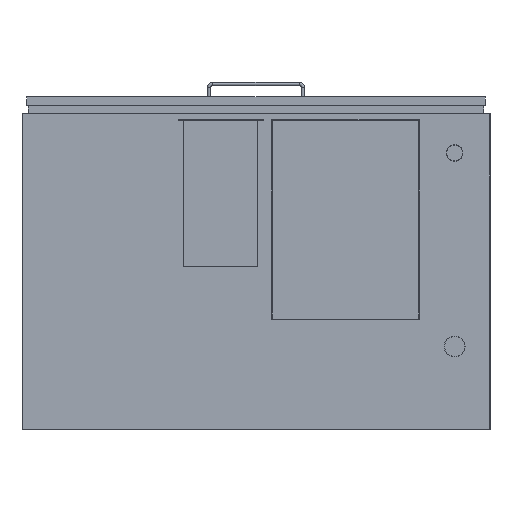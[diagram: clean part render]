
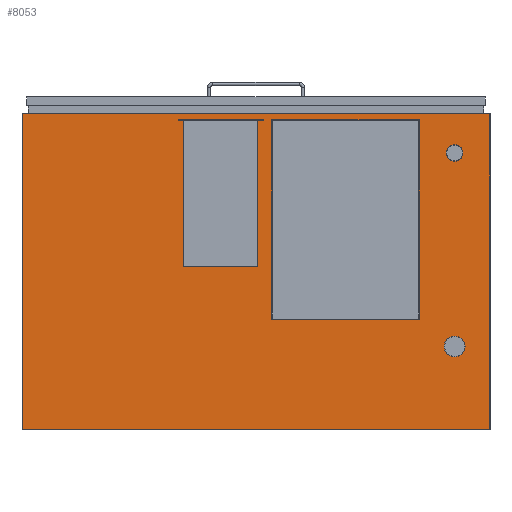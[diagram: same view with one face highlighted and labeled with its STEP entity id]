
A CAD part, front view. The second image highlights one B-rep face of the part: STEP entity #8053.
In plain terms, the highlighted planar face has unit normal (0, -1, 0).
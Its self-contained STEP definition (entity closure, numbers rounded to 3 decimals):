
#80=FACE_BOUND('',#927,.T.);
#81=FACE_BOUND('',#928,.T.);
#82=FACE_BOUND('',#929,.T.);
#98=CIRCLE('',#8579,25.);
#99=CIRCLE('',#8580,25.);
#102=CIRCLE('',#8585,20.);
#103=CIRCLE('',#8586,20.);
#446=FACE_OUTER_BOUND('',#926,.T.);
#926=EDGE_LOOP('',(#5588,#5589,#5590,#5591));
#927=EDGE_LOOP('',(#5592,#5593,#5594,#5595));
#928=EDGE_LOOP('',(#5596,#5597));
#929=EDGE_LOOP('',(#5598,#5599));
#1452=LINE('',#11706,#2434);
#1456=LINE('',#11714,#2438);
#1459=LINE('',#11720,#2441);
#1462=LINE('',#11725,#2444);
#1501=LINE('',#11822,#2483);
#1503=LINE('',#11826,#2485);
#1505=LINE('',#11830,#2487);
#1507=LINE('',#11833,#2489);
#2434=VECTOR('',#9382,10.);
#2438=VECTOR('',#9388,10.);
#2441=VECTOR('',#9393,10.);
#2444=VECTOR('',#9398,10.);
#2483=VECTOR('',#9485,10.);
#2485=VECTOR('',#9489,10.);
#2487=VECTOR('',#9493,10.);
#2489=VECTOR('',#9497,10.);
#3384=VERTEX_POINT('',#11704);
#3385=VERTEX_POINT('',#11705);
#3388=VERTEX_POINT('',#11713);
#3390=VERTEX_POINT('',#11719);
#3394=VERTEX_POINT('',#11733);
#3395=VERTEX_POINT('',#11735);
#3398=VERTEX_POINT('',#11744);
#3399=VERTEX_POINT('',#11746);
#3424=VERTEX_POINT('',#11819);
#3425=VERTEX_POINT('',#11821);
#3426=VERTEX_POINT('',#11825);
#3427=VERTEX_POINT('',#11829);
#4200=EDGE_CURVE('',#3384,#3385,#1452,.T.);
#4204=EDGE_CURVE('',#3385,#3388,#1456,.T.);
#4207=EDGE_CURVE('',#3388,#3390,#1459,.T.);
#4210=EDGE_CURVE('',#3390,#3384,#1462,.T.);
#4215=EDGE_CURVE('',#3395,#3394,#98,.T.);
#4216=EDGE_CURVE('',#3394,#3395,#99,.T.);
#4220=EDGE_CURVE('',#3399,#3398,#102,.T.);
#4221=EDGE_CURVE('',#3398,#3399,#103,.T.);
#4257=EDGE_CURVE('',#3424,#3425,#1501,.T.);
#4259=EDGE_CURVE('',#3426,#3424,#1503,.T.);
#4261=EDGE_CURVE('',#3427,#3426,#1505,.T.);
#4263=EDGE_CURVE('',#3425,#3427,#1507,.T.);
#5588=ORIENTED_EDGE('',*,*,#4263,.F.);
#5589=ORIENTED_EDGE('',*,*,#4257,.F.);
#5590=ORIENTED_EDGE('',*,*,#4259,.F.);
#5591=ORIENTED_EDGE('',*,*,#4261,.F.);
#5592=ORIENTED_EDGE('',*,*,#4200,.T.);
#5593=ORIENTED_EDGE('',*,*,#4204,.T.);
#5594=ORIENTED_EDGE('',*,*,#4207,.T.);
#5595=ORIENTED_EDGE('',*,*,#4210,.T.);
#5596=ORIENTED_EDGE('',*,*,#4215,.T.);
#5597=ORIENTED_EDGE('',*,*,#4216,.T.);
#5598=ORIENTED_EDGE('',*,*,#4220,.T.);
#5599=ORIENTED_EDGE('',*,*,#4221,.T.);
#7645=PLANE('',#8602);
#8053=ADVANCED_FACE('',(#446,#80,#81,#82),#7645,.F.);
#8579=AXIS2_PLACEMENT_3D('',#11736,#9409,#9410);
#8580=AXIS2_PLACEMENT_3D('',#11737,#9411,#9412);
#8585=AXIS2_PLACEMENT_3D('',#11747,#9422,#9423);
#8586=AXIS2_PLACEMENT_3D('',#11748,#9424,#9425);
#8602=AXIS2_PLACEMENT_3D('',#11834,#9498,#9499);
#9382=DIRECTION('',(0.,0.,1.));
#9388=DIRECTION('',(1.,0.,0.));
#9393=DIRECTION('',(0.,0.,-1.));
#9398=DIRECTION('',(-1.,0.,0.));
#9409=DIRECTION('center_axis',(0.,1.,0.));
#9410=DIRECTION('ref_axis',(1.,0.,0.));
#9411=DIRECTION('center_axis',(0.,1.,0.));
#9412=DIRECTION('ref_axis',(1.,0.,0.));
#9422=DIRECTION('center_axis',(0.,1.,0.));
#9423=DIRECTION('ref_axis',(1.,0.,0.));
#9424=DIRECTION('center_axis',(0.,1.,0.));
#9425=DIRECTION('ref_axis',(1.,0.,0.));
#9485=DIRECTION('',(1.,0.,0.));
#9489=DIRECTION('',(0.,0.,1.));
#9493=DIRECTION('',(-1.,0.,0.));
#9497=DIRECTION('',(0.,0.,-1.));
#9498=DIRECTION('center_axis',(0.,1.,0.));
#9499=DIRECTION('ref_axis',(0.,0.,1.));
#11704=CARTESIAN_POINT('',(37.5,0.,-115.));
#11705=CARTESIAN_POINT('',(37.5,0.,365.));
#11706=CARTESIAN_POINT('',(37.5,0.,182.5));
#11713=CARTESIAN_POINT('',(392.5,0.,365.));
#11714=CARTESIAN_POINT('',(196.25,0.,365.));
#11719=CARTESIAN_POINT('',(392.5,0.,-115.));
#11720=CARTESIAN_POINT('',(392.5,0.,-57.5));
#11725=CARTESIAN_POINT('',(18.75,0.,-115.));
#11733=CARTESIAN_POINT('',(452.5,0.,-180.));
#11735=CARTESIAN_POINT('',(502.5,0.,-180.));
#11736=CARTESIAN_POINT('Origin',(477.5,0.,-180.));
#11737=CARTESIAN_POINT('Origin',(477.5,0.,-180.));
#11744=CARTESIAN_POINT('',(457.5,0.,285.));
#11746=CARTESIAN_POINT('',(497.5,0.,285.));
#11747=CARTESIAN_POINT('Origin',(477.5,0.,285.));
#11748=CARTESIAN_POINT('Origin',(477.5,0.,285.));
#11819=CARTESIAN_POINT('',(-562.5,0.,380.));
#11821=CARTESIAN_POINT('',(562.5,0.,380.));
#11822=CARTESIAN_POINT('',(-562.5,0.,380.));
#11825=CARTESIAN_POINT('',(-562.5,0.,-380.));
#11826=CARTESIAN_POINT('',(-562.5,0.,-380.));
#11829=CARTESIAN_POINT('',(562.5,0.,-380.));
#11830=CARTESIAN_POINT('',(562.5,0.,-380.));
#11833=CARTESIAN_POINT('',(562.5,0.,380.));
#11834=CARTESIAN_POINT('Origin',(0.,0.,0.));
